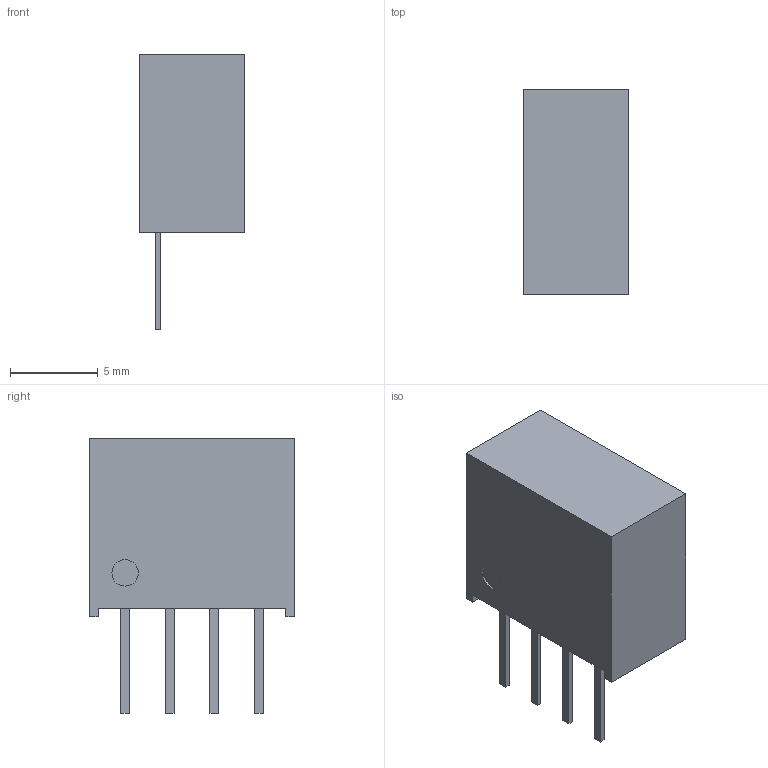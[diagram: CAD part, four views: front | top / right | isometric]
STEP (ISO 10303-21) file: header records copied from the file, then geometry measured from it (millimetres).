
FILE_DESCRIPTION(('FreeCAD Model'),'2;1');
FILE_NAME('Open CASCADE Shape Model','2025-01-25T10:32:44',( 'kicad StepUp'),('ksu MCAD'),'Open CASCADE STEP processor 7.8', 'FreeCAD','Unknown');
FILE_SCHEMA(('AUTOMOTIVE_DESIGN { 1 0 10303 214 1 1 1 1 }'));
Length unit declared in the file: millimetre
Products named in the file (1): B0505S-1W
Bounding box: 6 x 11.68 x 15.65 mm (x, y, z)
Volume: 682.7 mm3; surface area: 533.3 mm2
Topology: 1 solids, 1 shells, 32 faces, 75 edges, 50 vertices
Faces by surface type: plane 31, cylinder 1
Full cylindrical faces by diameter (mm): 1.5 x1
Entity records: 1213 total; most frequent: CARTESIAN_POINT 158, ORIENTED_EDGE 150, DIRECTION 143, EDGE_CURVE 75, LINE 73, VECTOR 73, VERTEX_POINT 50, FACE_BOUND 37
